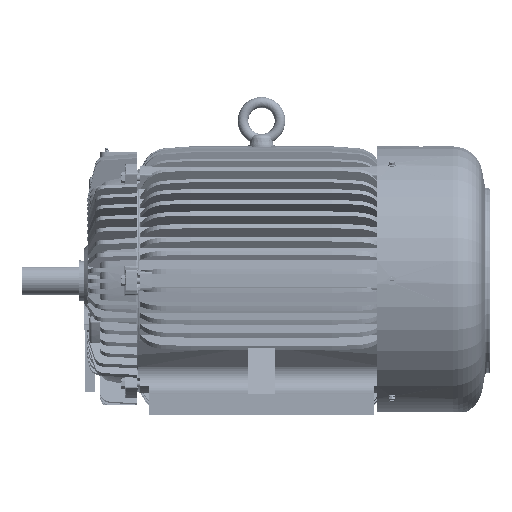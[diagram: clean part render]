
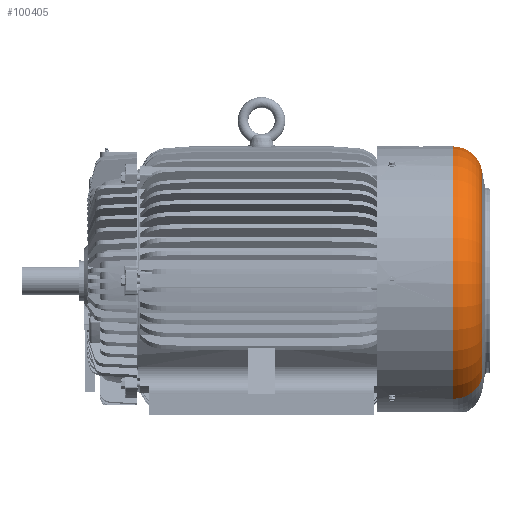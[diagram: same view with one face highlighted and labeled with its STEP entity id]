
A CAD part, front view. The second image highlights one B-rep face of the part: STEP entity #100405.
In plain terms, the highlighted toroidal (fillet/blend) face has major radius 197.75 mm and minor radius 57 mm.
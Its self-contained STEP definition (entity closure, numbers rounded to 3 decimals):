
#100245=CARTESIAN_POINT('Axis2P3D Location',(651.243,0.,0.)) ;
#100249=CARTESIAN_POINT('Vertex',(651.243,-99.552,-182.228)) ;
#100251=CARTESIAN_POINT('Vertex',(651.243,99.552,182.228)) ;
#100375=CARTESIAN_POINT('Axis2P3D Location',(595.109,0.,0.)) ;
#100380=CARTESIAN_POINT('Axis2P3D Location',(595.109,0.,0.)) ;
#100384=CARTESIAN_POINT('Vertex',(595.109,-122.134,-223.564)) ;
#100386=CARTESIAN_POINT('Vertex',(595.109,122.134,223.564)) ;
#100389=CARTESIAN_POINT('Axis2P3D Location',(595.109,-94.806,-173.542)) ;
#100394=CARTESIAN_POINT('Axis2P3D Location',(595.109,94.806,173.542)) ;
#100246=DIRECTION('Axis2P3D Direction',(-1.,0.,0.)) ;
#100376=DIRECTION('Axis2P3D Direction',(-1.,0.,0.)) ;
#100377=DIRECTION('Axis2P3D XDirection',(0.,0.479,0.878)) ;
#100381=DIRECTION('Axis2P3D Direction',(-1.,0.,0.)) ;
#100390=DIRECTION('Axis2P3D Direction',(0.,0.878,-0.479)) ;
#100395=DIRECTION('Axis2P3D Direction',(0.,-0.878,0.479)) ;
#100247=AXIS2_PLACEMENT_3D('Circle Axis2P3D',#100245,#100246,$) ;
#100378=AXIS2_PLACEMENT_3D('Torus Axis2P3D',#100375,#100376,#100377) ;
#100382=AXIS2_PLACEMENT_3D('Circle Axis2P3D',#100380,#100381,$) ;
#100391=AXIS2_PLACEMENT_3D('Circle Axis2P3D',#100389,#100390,$) ;
#100396=AXIS2_PLACEMENT_3D('Circle Axis2P3D',#100394,#100395,$) ;
#100400=ORIENTED_EDGE('',*,*,#100388,.F.) ;
#100401=ORIENTED_EDGE('',*,*,#100393,.T.) ;
#100402=ORIENTED_EDGE('',*,*,#100253,.T.) ;
#100403=ORIENTED_EDGE('',*,*,#100398,.F.) ;
#100405=ADVANCED_FACE('31407B027.1',(#100404),#100379,.T.) ;
#100248=CIRCLE('generated circle',#100247,207.648) ;
#100383=CIRCLE('generated circle',#100382,254.75) ;
#100392=CIRCLE('generated circle',#100391,57.) ;
#100397=CIRCLE('generated circle',#100396,57.) ;
#100379=TOROIDAL_SURFACE('homeo Torus',#100378,197.75,57.) ;
#100253=EDGE_CURVE('',#100250,#100252,#100248,.T.) ;
#100388=EDGE_CURVE('',#100385,#100387,#100383,.T.) ;
#100393=EDGE_CURVE('',#100385,#100250,#100392,.F.) ;
#100398=EDGE_CURVE('',#100387,#100252,#100397,.F.) ;
#100399=EDGE_LOOP('',(#100400,#100401,#100402,#100403)) ;
#100404=FACE_OUTER_BOUND('',#100399,.T.) ;
#100250=VERTEX_POINT('',#100249) ;
#100252=VERTEX_POINT('',#100251) ;
#100385=VERTEX_POINT('',#100384) ;
#100387=VERTEX_POINT('',#100386) ;
